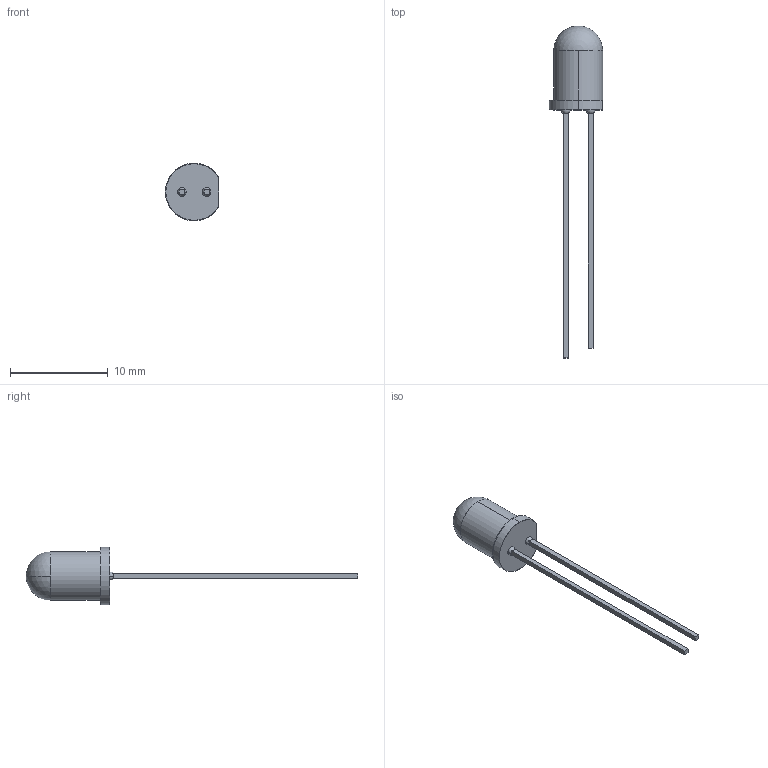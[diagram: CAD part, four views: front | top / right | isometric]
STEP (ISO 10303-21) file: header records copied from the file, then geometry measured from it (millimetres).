
FILE_DESCRIPTION (( 'STEP AP203' ), '1' );
FILE_NAME ('CMD333UWC.STEP', '2019-06-06T22:24:11', ( '' ), ( '' ), 'SwSTEP 2.0', 'SolidWorks 2018', '' );
FILE_SCHEMA (( 'CONFIG_CONTROL_DESIGN' ));
Length unit declared in the file: millimetre
Products named in the file (1): CMD333UWC
Bounding box: 5.45 x 34 x 5.9 mm (x, y, z)
Surface area: 437.6 mm2 (no closed solid volume)
Topology: 0 solids, 2 shells, 44 faces, 122 edges, 79 vertices
Faces by surface type: plane 26, cylinder 10, sphere 8
Entity records: 1415 total; most frequent: DIRECTION 249, CARTESIAN_POINT 230, ORIENTED_EDGE 216, EDGE_CURVE 110, AXIS2_PLACEMENT_3D 94, VERTEX_POINT 75, LINE 61, VECTOR 61
